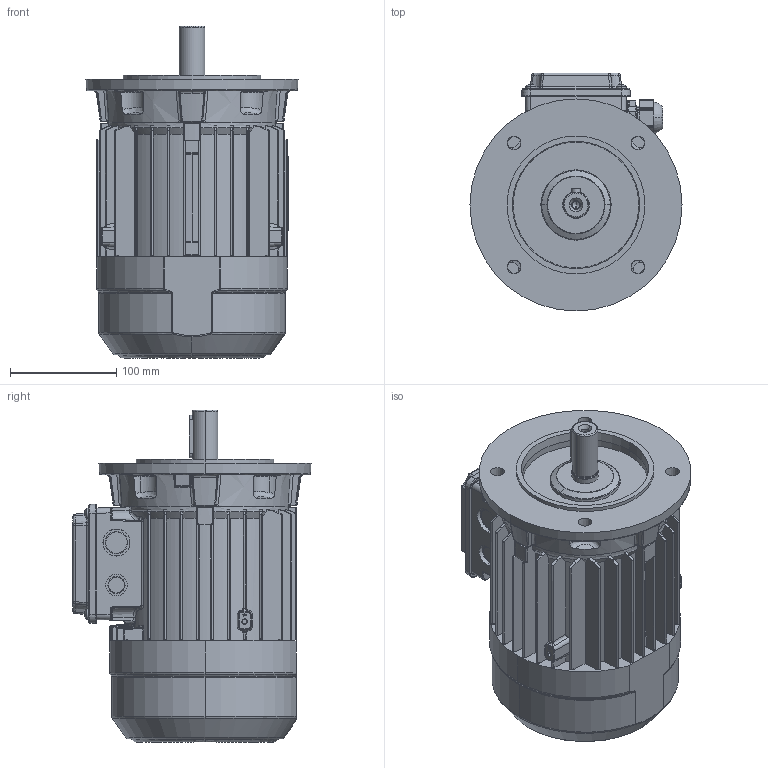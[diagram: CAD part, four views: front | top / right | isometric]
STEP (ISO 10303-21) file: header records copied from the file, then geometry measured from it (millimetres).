
FILE_DESCRIPTION (( 'STEP AP214' ), '1' );
FILE_NAME ('A-90S-B5_WOL.STEP', '2019-08-20T06:10:46', ( '' ), ( '' ), 'SwSTEP 2.0', 'SolidWorks 2018', '' );
FILE_SCHEMA (( 'AUTOMOTIVE_DESIGN' ));
Products named in the file (1): A-90S-B5_WOL
Bounding box: 199.95 x 224.47 x 313.01 mm (x, y, z)
Volume: 5982562.8 mm3; surface area: 352560.7 mm2
Topology: 3 solids, 3 shells, 1536 faces, 3961 edges, 2425 vertices
Faces by surface type: bspline 564, plane 390, cylinder 367, cone 209, torus 6
Entity records: 85371 total; most frequent: CARTESIAN_POINT 53067, ORIENTED_EDGE 7830, DIRECTION 5452, EDGE_CURVE 3915, VERTEX_POINT 2425, AXIS2_PLACEMENT_3D 2030, EDGE_LOOP 1584, ADVANCED_FACE 1536
